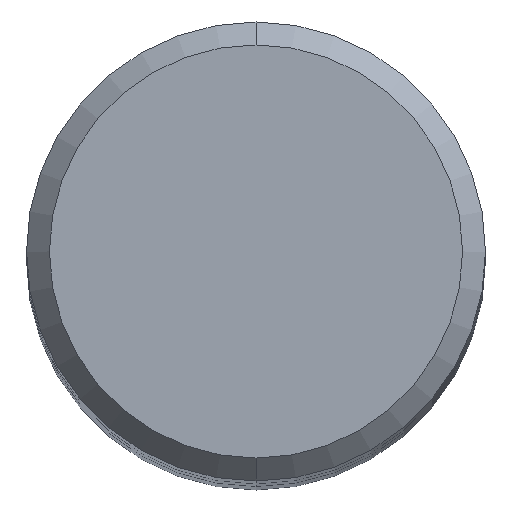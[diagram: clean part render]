
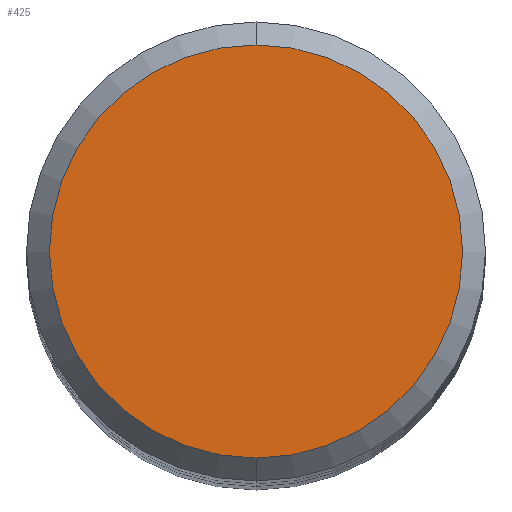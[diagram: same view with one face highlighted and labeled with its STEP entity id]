
A CAD part, top view. The second image highlights one B-rep face of the part: STEP entity #425.
In plain terms, the highlighted planar face has unit normal (0, 0, 1).
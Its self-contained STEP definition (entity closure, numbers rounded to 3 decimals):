
#303=EDGE_CURVE('',#399,#339,#603,.T.);
#339=VERTEX_POINT('',#645);
#381=EDGE_CURVE('',#339,#399,#690,.T.);
#399=VERTEX_POINT('',#711);
#425=ADVANCED_FACE('',(#740),#741,.T.);
#603=CIRCLE('',#1014,3.6);
#645=CARTESIAN_POINT('',(0.0,3.6,0.0));
#690=CIRCLE('',#1251,3.6);
#711=CARTESIAN_POINT('',(0.,-3.6,0.0));
#740=FACE_OUTER_BOUND('',#1367,.T.);
#741=PLANE('',#1368);
#1014=AXIS2_PLACEMENT_3D('',#1518,#1519,#1520);
#1251=AXIS2_PLACEMENT_3D('',#1611,#1612,#1613);
#1367=EDGE_LOOP('',(#1684,#1685));
#1368=AXIS2_PLACEMENT_3D('',#1686,#1687,#1688);
#1518=CARTESIAN_POINT('',(0.0,0.0,0.0));
#1519=DIRECTION('',(0.0,0.0,-1.0));
#1520=DIRECTION('',(0.0,1.0,0.0));
#1611=CARTESIAN_POINT('',(0.0,0.0,0.0));
#1612=DIRECTION('',(0.0,0.0,-1.0));
#1613=DIRECTION('',(0.0,1.0,0.0));
#1684=ORIENTED_EDGE('',*,*,#381,.F.);
#1685=ORIENTED_EDGE('',*,*,#303,.F.);
#1686=CARTESIAN_POINT('',(0.0,1.8,0.0));
#1687=DIRECTION('',(-0.0,0.0,1.0));
#1688=DIRECTION('',(0.0,-1.0,0.0));
